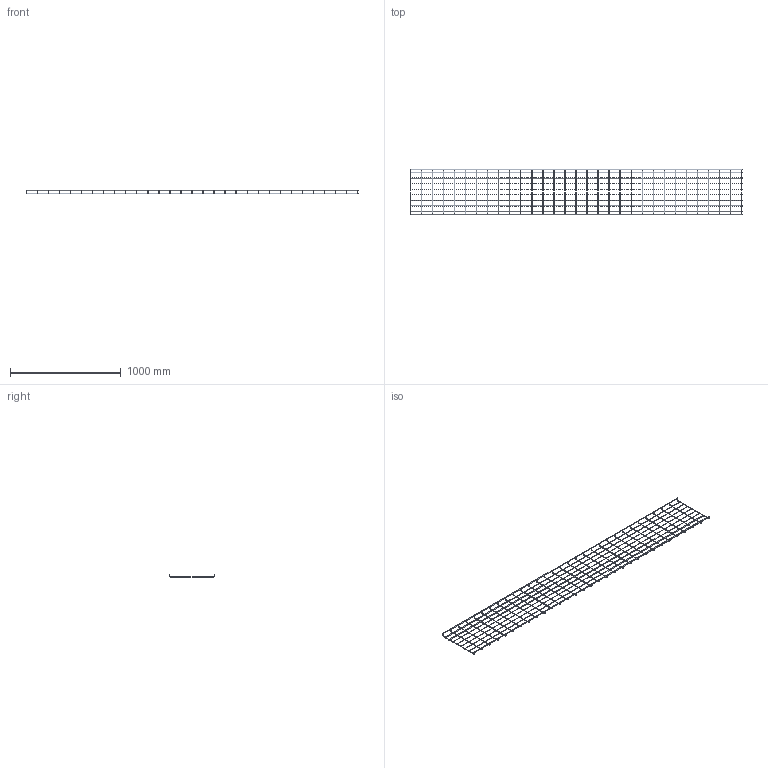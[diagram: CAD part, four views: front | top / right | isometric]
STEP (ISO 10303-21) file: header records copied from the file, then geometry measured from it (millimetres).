
FILE_DESCRIPTION(/* description */ (''),/* implementation_level */ '2;1');
FILE_NAME(/* name */ '000806.stp',/* time_stamp */ '2024-01-03T10:47:29+01:00',/* author */ ('bonnaudn'),/* organization */ (''),/* preprocessor_version */ 'ST-DEVELOPER v19.2',/* originating_system */ 'AutoCAD Mechanical',/* authorisation */ '');
FILE_SCHEMA (('AUTOMOTIVE_DESIGN { 1 0 10303 214 3 1 1 }'));
Length unit declared in the file: millimetre
Products named in the file (3): Product; *U3; *U2
Assembly tree (32 placements, depth 3):
  Product
    *U3
      *U2  x31
Bounding box: 3004.4 x 410.3 x 36 mm (x, y, z)
Volume: 845408.2 mm3; surface area: 672744.6 mm2
Topology: 41 solids, 41 shells, 247 faces, 495 edges, 330 vertices
Faces by surface type: cylinder 103, plane 82, torus 62
Full cylindrical faces by diameter (mm): 3.9 x4, 4.4 x93, 5.9 x6
Entity records: 1053 total; most frequent: DIRECTION 221, CARTESIAN_POINT 147, AXIS2_PLACEMENT_3D 104, ORIENTED_EDGE 90, EDGE_CURVE 45, FACE_OUTER_BOUND 37, EDGE_LOOP 37, ADVANCED_FACE 37
